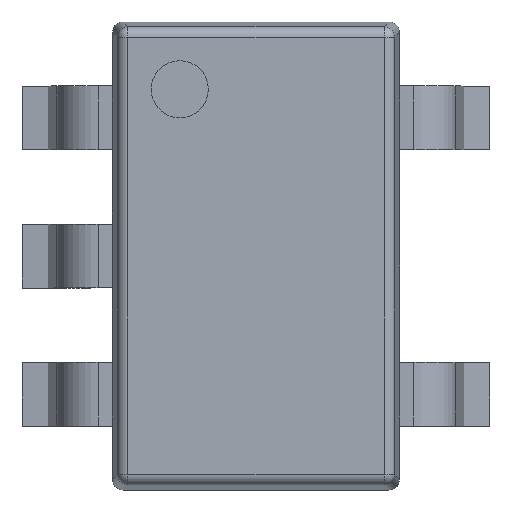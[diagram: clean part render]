
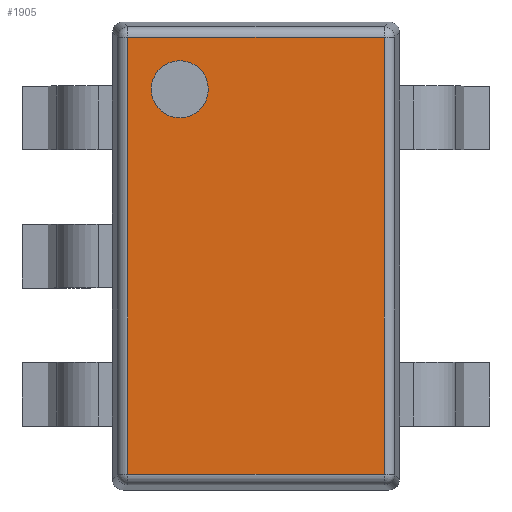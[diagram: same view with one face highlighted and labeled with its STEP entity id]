
A CAD part, top view. The second image highlights one B-rep face of the part: STEP entity #1905.
In plain terms, the highlighted planar face has unit normal (0, 0, 1).
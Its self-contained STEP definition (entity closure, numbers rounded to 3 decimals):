
#14=FACE_BOUND('',#244,.T.);
#40=PLANE('',#2062);
#134=FACE_OUTER_BOUND('',#243,.T.);
#243=EDGE_LOOP('',(#1408,#1409,#1410,#1411));
#244=EDGE_LOOP('',(#1412));
#341=LINE('',#2840,#551);
#343=LINE('',#2843,#553);
#359=LINE('',#2877,#569);
#363=LINE('',#2883,#573);
#551=VECTOR('',#2295,10.);
#553=VECTOR('',#2299,10.);
#569=VECTOR('',#2327,10.);
#573=VECTOR('',#2335,10.);
#735=CIRCLE('',#1991,0.134);
#791=VERTEX_POINT('',#2723);
#794=VERTEX_POINT('',#2731);
#797=VERTEX_POINT('',#2738);
#800=VERTEX_POINT('',#2745);
#808=VERTEX_POINT('',#2765);
#959=EDGE_CURVE('',#791,#791,#735,.T.);
#1016=EDGE_CURVE('',#797,#808,#341,.T.);
#1018=EDGE_CURVE('',#808,#800,#343,.T.);
#1036=EDGE_CURVE('',#800,#794,#359,.T.);
#1040=EDGE_CURVE('',#794,#797,#363,.T.);
#1408=ORIENTED_EDGE('',*,*,#1016,.F.);
#1409=ORIENTED_EDGE('',*,*,#1040,.F.);
#1410=ORIENTED_EDGE('',*,*,#1036,.F.);
#1411=ORIENTED_EDGE('',*,*,#1018,.F.);
#1412=ORIENTED_EDGE('',*,*,#959,.T.);
#1905=ADVANCED_FACE('',(#134,#14),#40,.T.);
#1991=AXIS2_PLACEMENT_3D('',#2724,#2167,#2168);
#2062=AXIS2_PLACEMENT_3D('',#2940,#2385,#2386);
#2167=DIRECTION('center_axis',(0.,0.,-1.));
#2168=DIRECTION('ref_axis',(-1.,0.,0.));
#2295=DIRECTION('',(-1.,0.,0.));
#2299=DIRECTION('',(0.,1.,0.));
#2327=DIRECTION('',(1.,0.,0.));
#2335=DIRECTION('',(0.,-1.,0.));
#2385=DIRECTION('center_axis',(0.,0.,1.));
#2386=DIRECTION('ref_axis',(1.,0.,0.));
#2723=CARTESIAN_POINT('',(-0.224,0.783,1.1));
#2724=CARTESIAN_POINT('Origin',(-0.358,0.783,1.1));
#2731=CARTESIAN_POINT('',(0.602,1.027,1.1));
#2738=CARTESIAN_POINT('',(0.602,-1.027,1.1));
#2745=CARTESIAN_POINT('',(-0.602,1.027,1.1));
#2765=CARTESIAN_POINT('',(-0.602,-1.027,1.1));
#2840=CARTESIAN_POINT('',(0.338,-1.027,1.1));
#2843=CARTESIAN_POINT('',(-0.602,-0.55,1.1));
#2877=CARTESIAN_POINT('',(-0.338,1.027,1.1));
#2883=CARTESIAN_POINT('',(0.602,0.55,1.1));
#2940=CARTESIAN_POINT('Origin',(0.,0.,1.1));
